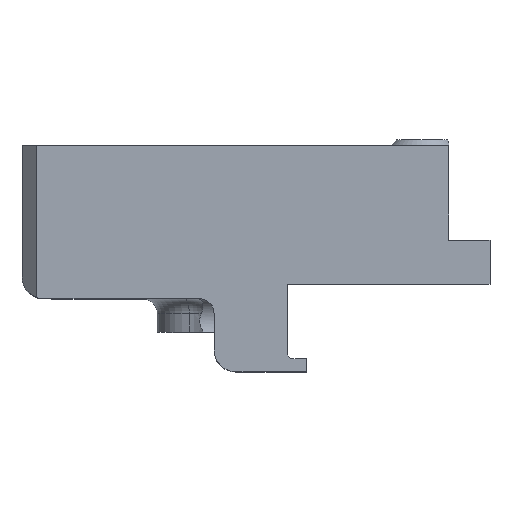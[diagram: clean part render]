
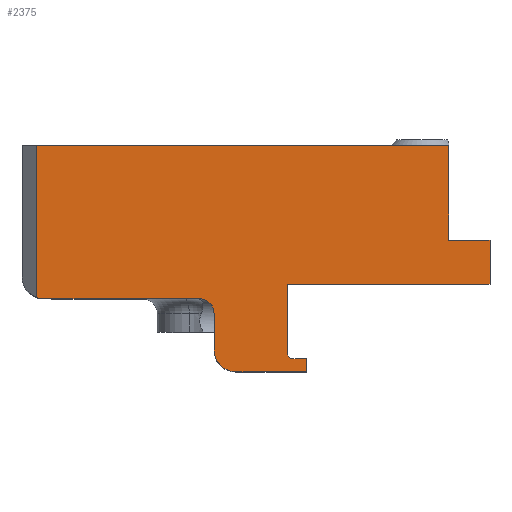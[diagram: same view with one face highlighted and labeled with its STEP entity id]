
A CAD part, top view. The second image highlights one B-rep face of the part: STEP entity #2375.
In plain terms, the highlighted planar face has unit normal (0, 0, 1).
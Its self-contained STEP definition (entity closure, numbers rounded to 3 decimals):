
#116=PLANE('',#2574);
#222=FACE_OUTER_BOUND('',#360,.T.);
#360=EDGE_LOOP('',(#1977,#1978,#1979,#1980,#1981,#1982,#1983,#1984,#1985,
#1986,#1987,#1988,#1989,#1990,#1991,#1992));
#420=CIRCLE('',#2441,3.);
#426=CIRCLE('',#2459,2.);
#450=CIRCLE('',#2505,3.);
#527=LINE('',#3400,#770);
#528=LINE('',#3403,#771);
#559=LINE('',#3570,#802);
#677=LINE('',#3876,#920);
#678=LINE('',#3879,#921);
#679=LINE('',#3881,#922);
#680=LINE('',#3883,#923);
#681=LINE('',#3885,#924);
#682=LINE('',#3887,#925);
#683=LINE('',#3889,#926);
#684=LINE('',#3891,#927);
#685=LINE('',#3893,#928);
#686=LINE('',#3894,#929);
#770=VECTOR('',#2706,10.);
#771=VECTOR('',#2709,10.);
#802=VECTOR('',#2810,10.);
#920=VECTOR('',#3106,10.);
#921=VECTOR('',#3109,10.);
#922=VECTOR('',#3110,10.);
#923=VECTOR('',#3111,10.);
#924=VECTOR('',#3112,10.);
#925=VECTOR('',#3113,10.);
#926=VECTOR('',#3114,10.);
#927=VECTOR('',#3115,10.);
#928=VECTOR('',#3116,10.);
#929=VECTOR('',#3117,10.);
#997=VERTEX_POINT('',#3336);
#1006=VERTEX_POINT('',#3353);
#1024=VERTEX_POINT('',#3398);
#1025=VERTEX_POINT('',#3402);
#1039=VERTEX_POINT('',#3443);
#1058=VERTEX_POINT('',#3568);
#1076=VERTEX_POINT('',#3622);
#1157=VERTEX_POINT('',#3874);
#1158=VERTEX_POINT('',#3878);
#1159=VERTEX_POINT('',#3880);
#1160=VERTEX_POINT('',#3882);
#1161=VERTEX_POINT('',#3884);
#1162=VERTEX_POINT('',#3886);
#1163=VERTEX_POINT('',#3888);
#1164=VERTEX_POINT('',#3890);
#1165=VERTEX_POINT('',#3892);
#1231=EDGE_CURVE('',#1006,#997,#420,.T.);
#1254=EDGE_CURVE('',#1006,#1024,#527,.T.);
#1255=EDGE_CURVE('',#997,#1025,#528,.T.);
#1276=EDGE_CURVE('',#1039,#1024,#426,.T.);
#1308=EDGE_CURVE('',#1058,#1039,#559,.T.);
#1335=EDGE_CURVE('',#1076,#1058,#450,.T.);
#1459=EDGE_CURVE('',#1157,#1076,#677,.T.);
#1460=EDGE_CURVE('',#1158,#1157,#678,.T.);
#1461=EDGE_CURVE('',#1159,#1158,#679,.T.);
#1462=EDGE_CURVE('',#1160,#1159,#680,.T.);
#1463=EDGE_CURVE('',#1161,#1160,#681,.T.);
#1464=EDGE_CURVE('',#1162,#1161,#682,.T.);
#1465=EDGE_CURVE('',#1162,#1163,#683,.F.);
#1466=EDGE_CURVE('',#1163,#1164,#684,.T.);
#1467=EDGE_CURVE('',#1164,#1165,#685,.T.);
#1468=EDGE_CURVE('',#1025,#1165,#686,.F.);
#1977=ORIENTED_EDGE('',*,*,#1231,.F.);
#1978=ORIENTED_EDGE('',*,*,#1254,.T.);
#1979=ORIENTED_EDGE('',*,*,#1276,.F.);
#1980=ORIENTED_EDGE('',*,*,#1308,.F.);
#1981=ORIENTED_EDGE('',*,*,#1335,.F.);
#1982=ORIENTED_EDGE('',*,*,#1459,.F.);
#1983=ORIENTED_EDGE('',*,*,#1460,.F.);
#1984=ORIENTED_EDGE('',*,*,#1461,.F.);
#1985=ORIENTED_EDGE('',*,*,#1462,.F.);
#1986=ORIENTED_EDGE('',*,*,#1463,.F.);
#1987=ORIENTED_EDGE('',*,*,#1464,.F.);
#1988=ORIENTED_EDGE('',*,*,#1465,.T.);
#1989=ORIENTED_EDGE('',*,*,#1466,.T.);
#1990=ORIENTED_EDGE('',*,*,#1467,.T.);
#1991=ORIENTED_EDGE('',*,*,#1468,.F.);
#1992=ORIENTED_EDGE('',*,*,#1255,.F.);
#2375=ADVANCED_FACE('',(#222),#116,.T.);
#2441=AXIS2_PLACEMENT_3D('',#3355,#2671,#2672);
#2459=AXIS2_PLACEMENT_3D('',#3445,#2746,#2747);
#2505=AXIS2_PLACEMENT_3D('',#3623,#2865,#2866);
#2574=AXIS2_PLACEMENT_3D('',#3877,#3107,#3108);
#2671=DIRECTION('center_axis',(0.,0.,-1.));
#2672=DIRECTION('ref_axis',(-0.707,-0.707,0.));
#2706=DIRECTION('',(1.,0.,0.));
#2709=DIRECTION('',(0.,1.,0.));
#2746=DIRECTION('center_axis',(0.,0.,1.));
#2747=DIRECTION('ref_axis',(0.707,0.707,0.));
#2810=DIRECTION('',(0.,1.,0.));
#2865=DIRECTION('center_axis',(0.,0.,-1.));
#2866=DIRECTION('ref_axis',(-0.707,-0.707,0.));
#3106=DIRECTION('',(-1.,0.,0.));
#3107=DIRECTION('center_axis',(0.,0.,1.));
#3108=DIRECTION('ref_axis',(1.,0.,0.));
#3109=DIRECTION('',(0.,-1.,0.));
#3110=DIRECTION('',(1.,0.,0.));
#3111=DIRECTION('',(0.707,-0.707,0.));
#3112=DIRECTION('',(0.,-1.,0.));
#3113=DIRECTION('',(-1.,0.,0.));
#3114=DIRECTION('',(0.,-1.,0.));
#3115=DIRECTION('',(-1.,0.,0.));
#3116=DIRECTION('',(0.,1.,0.));
#3117=DIRECTION('',(-1.,0.,0.));
#3336=CARTESIAN_POINT('',(-33.,41.172,176.2));
#3353=CARTESIAN_POINT('',(-32.,41.,176.2));
#3355=CARTESIAN_POINT('Origin',(-32.,44.,176.2));
#3398=CARTESIAN_POINT('',(-10.7,41.,176.2));
#3400=CARTESIAN_POINT('',(-6.85,41.,176.2));
#3402=CARTESIAN_POINT('',(-33.,62.,176.2));
#3403=CARTESIAN_POINT('',(-33.,43.,176.2));
#3443=CARTESIAN_POINT('',(-8.7,39.,176.2));
#3445=CARTESIAN_POINT('Origin',(-10.7,39.,176.2));
#3568=CARTESIAN_POINT('',(-8.7,34.,176.2));
#3570=CARTESIAN_POINT('',(-8.7,43.,176.2));
#3622=CARTESIAN_POINT('',(-5.7,31.,176.2));
#3623=CARTESIAN_POINT('Origin',(-5.7,34.,176.2));
#3874=CARTESIAN_POINT('',(4.,31.,176.2));
#3876=CARTESIAN_POINT('',(-5.525,31.,176.2));
#3877=CARTESIAN_POINT('Origin',(-18.5,43.,176.2));
#3878=CARTESIAN_POINT('',(4.,32.8,176.2));
#3879=CARTESIAN_POINT('',(4.,34.,176.2));
#3880=CARTESIAN_POINT('',(1.817,32.8,176.2));
#3881=CARTESIAN_POINT('',(0.825,32.8,176.2));
#3882=CARTESIAN_POINT('',(1.3,33.317,176.2));
#3883=CARTESIAN_POINT('',(-0.275,34.892,176.2));
#3884=CARTESIAN_POINT('',(1.3,43.,176.2));
#3885=CARTESIAN_POINT('',(1.3,35.159,176.2));
#3886=CARTESIAN_POINT('',(29.1,43.,176.2));
#3887=CARTESIAN_POINT('',(1.9,43.,176.2));
#3888=CARTESIAN_POINT('',(29.1,49.,176.2));
#3889=CARTESIAN_POINT('',(29.1,43.,176.2));
#3890=CARTESIAN_POINT('',(23.445,49.,176.2));
#3891=CARTESIAN_POINT('',(-6.85,49.,176.2));
#3892=CARTESIAN_POINT('',(23.445,62.,176.2));
#3893=CARTESIAN_POINT('',(23.445,49.,176.2));
#3894=CARTESIAN_POINT('',(7.286,62.,176.2));
